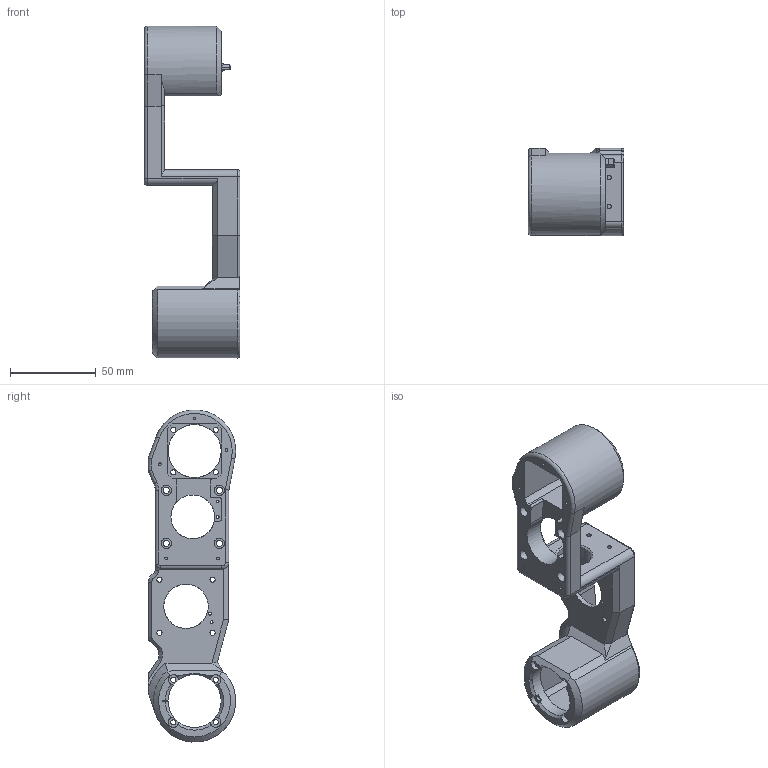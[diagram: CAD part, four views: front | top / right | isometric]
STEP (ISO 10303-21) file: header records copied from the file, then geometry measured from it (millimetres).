
FILE_DESCRIPTION(/* description */ (''),/* implementation_level */ '2;1');
FILE_NAME(/* name */ 'Metal Part (2).step',/* time_stamp */ '2024-04-16T04:09:38-04:00',/* author */ (''),/* organization */ (''),/* preprocessor_version */ 'ST-DEVELOPER v20',/* originating_system */ 'Autodesk Translation Framework v12.20.1.177',/* authorisation */ '');
FILE_SCHEMA (('AUTOMOTIVE_DESIGN { 1 0 10303 214 3 1 1 }'));
Length unit declared in the file: millimetre
Products named in the file (1): Metal Part (2)
Bounding box: 55.85 x 51 x 193.91 mm (x, y, z)
Volume: 121247.4 mm3; surface area: 46425.1 mm2
Topology: 1 solids, 1 shells, 265 faces, 683 edges, 435 vertices
Faces by surface type: plane 114, cylinder 107, cone 25, torus 11, bspline 8
Full cylindrical faces by diameter (mm): 1.623 x13, 2.529 x2, 3 x12, 3.6 x4, 6 x8, 20 x1, 25.6 x1, 26 x1, 31 x2
Entity records: 8584 total; most frequent: CARTESIAN_POINT 1913, DIRECTION 1417, ORIENTED_EDGE 1364, EDGE_CURVE 682, AXIS2_PLACEMENT_3D 544, VERTEX_POINT 435, EDGE_LOOP 331, LINE 329
